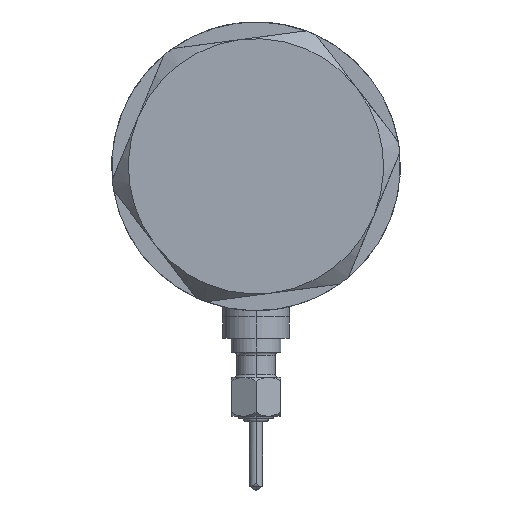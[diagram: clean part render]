
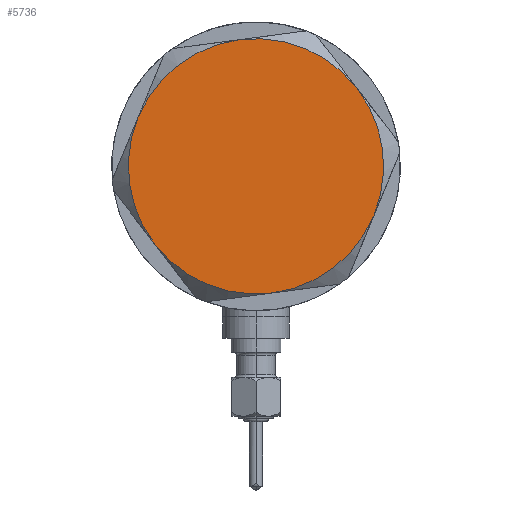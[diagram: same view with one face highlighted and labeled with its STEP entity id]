
A CAD part, left-side view. The second image highlights one B-rep face of the part: STEP entity #5736.
In plain terms, the highlighted face is planar.
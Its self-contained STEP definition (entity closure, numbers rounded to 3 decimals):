
#29 = EDGE_CURVE ( 'NONE', #1847, #6710, #3413, .T. ) ;
#318 = ORIENTED_EDGE ( 'NONE', *, *, #5535, .T. ) ;
#323 = DIRECTION ( 'NONE',  ( 1., 0., 0. ) ) ;
#428 = AXIS2_PLACEMENT_3D ( 'NONE', #2552, #965, #3178 ) ;
#611 = DIRECTION ( 'NONE',  ( 0., 0., 1. ) ) ;
#799 = CARTESIAN_POINT ( 'NONE',  ( -11.5, -19.919, 9. ) ) ;
#803 = CIRCLE ( 'NONE', #4675, 23. ) ;
#844 = DIRECTION ( 'NONE',  ( 1., 0., 0. ) ) ;
#965 = DIRECTION ( 'NONE',  ( 0., 0., 1. ) ) ;
#1168 = VERTEX_POINT ( 'NONE', #2757 ) ;
#1303 = CARTESIAN_POINT ( 'NONE',  ( 0., 0., 9. ) ) ;
#1344 = DIRECTION ( 'NONE',  ( 0., 0., 1. ) ) ;
#1352 = CARTESIAN_POINT ( 'NONE',  ( 0., 0., 9. ) ) ;
#1418 = DIRECTION ( 'NONE',  ( 1., 0., 0. ) ) ;
#1528 = ORIENTED_EDGE ( 'NONE', *, *, #5514, .T. ) ;
#1570 = CIRCLE ( 'NONE', #5573, 23. ) ;
#1677 = AXIS2_PLACEMENT_3D ( 'NONE', #5357, #3811, #3878 ) ;
#1789 = CIRCLE ( 'NONE', #5677, 23. ) ;
#1847 = VERTEX_POINT ( 'NONE', #4963 ) ;
#1917 = ORIENTED_EDGE ( 'NONE', *, *, #4916, .T. ) ;
#2078 = VERTEX_POINT ( 'NONE', #799 ) ;
#2335 = AXIS2_PLACEMENT_3D ( 'NONE', #1352, #3473, #844 ) ;
#2351 = DIRECTION ( 'NONE',  ( 1., 0., 0. ) ) ;
#2413 = CARTESIAN_POINT ( 'NONE',  ( 11.5, 19.919, 9. ) ) ;
#2464 = CARTESIAN_POINT ( 'NONE',  ( 0., 0., 9. ) ) ;
#2552 = CARTESIAN_POINT ( 'NONE',  ( 0., 0., 9. ) ) ;
#2757 = CARTESIAN_POINT ( 'NONE',  ( 11.5, -19.919, 9. ) ) ;
#3178 = DIRECTION ( 'NONE',  ( 1., 0., 0. ) ) ;
#3200 = FACE_OUTER_BOUND ( 'NONE', #4933, .T. ) ;
#3350 = CARTESIAN_POINT ( 'NONE',  ( 0., 0., 9. ) ) ;
#3380 = CARTESIAN_POINT ( 'NONE',  ( -23., 0., 9. ) ) ;
#3413 = CIRCLE ( 'NONE', #428, 23. ) ;
#3473 = DIRECTION ( 'NONE',  ( 0., 0., 1. ) ) ;
#3672 = CIRCLE ( 'NONE', #2335, 23. ) ;
#3711 = CARTESIAN_POINT ( 'NONE',  ( 23., 0., 9. ) ) ;
#3774 = CIRCLE ( 'NONE', #6352, 23. ) ;
#3811 = DIRECTION ( 'NONE',  ( 0., 0., 1. ) ) ;
#3878 = DIRECTION ( 'NONE',  ( 1., 0., 0. ) ) ;
#4525 = ORIENTED_EDGE ( 'NONE', *, *, #29, .T. ) ;
#4582 = DIRECTION ( 'NONE',  ( 0., 0., 1. ) ) ;
#4675 = AXIS2_PLACEMENT_3D ( 'NONE', #6730, #5577, #323 ) ;
#4868 = EDGE_CURVE ( 'NONE', #1168, #5649, #3774, .T. ) ;
#4916 = EDGE_CURVE ( 'NONE', #6710, #2078, #3672, .T. ) ;
#4933 = EDGE_LOOP ( 'NONE', ( #6534, #1528, #318, #4525, #1917, #5403 ) ) ;
#4963 = CARTESIAN_POINT ( 'NONE',  ( -11.5, 19.919, 9. ) ) ;
#5357 = CARTESIAN_POINT ( 'NONE',  ( 0., 0., 9. ) ) ;
#5403 = ORIENTED_EDGE ( 'NONE', *, *, #6070, .T. ) ;
#5463 = DIRECTION ( 'NONE',  ( 1., 0., 0. ) ) ;
#5514 = EDGE_CURVE ( 'NONE', #5649, #6128, #1570, .T. ) ;
#5535 = EDGE_CURVE ( 'NONE', #6128, #1847, #803, .T. ) ;
#5573 = AXIS2_PLACEMENT_3D ( 'NONE', #3350, #611, #5463 ) ;
#5577 = DIRECTION ( 'NONE',  ( 0., 0., 1. ) ) ;
#5649 = VERTEX_POINT ( 'NONE', #3711 ) ;
#5677 = AXIS2_PLACEMENT_3D ( 'NONE', #1303, #1344, #2351 ) ;
#5736 = ADVANCED_FACE ( 'NONE', ( #3200 ), #5861, .T. ) ;
#5861 = PLANE ( 'NONE',  #1677 ) ;
#6070 = EDGE_CURVE ( 'NONE', #2078, #1168, #1789, .T. ) ;
#6128 = VERTEX_POINT ( 'NONE', #2413 ) ;
#6352 = AXIS2_PLACEMENT_3D ( 'NONE', #2464, #4582, #1418 ) ;
#6534 = ORIENTED_EDGE ( 'NONE', *, *, #4868, .T. ) ;
#6710 = VERTEX_POINT ( 'NONE', #3380 ) ;
#6730 = CARTESIAN_POINT ( 'NONE',  ( 0., 0., 9. ) ) ;
